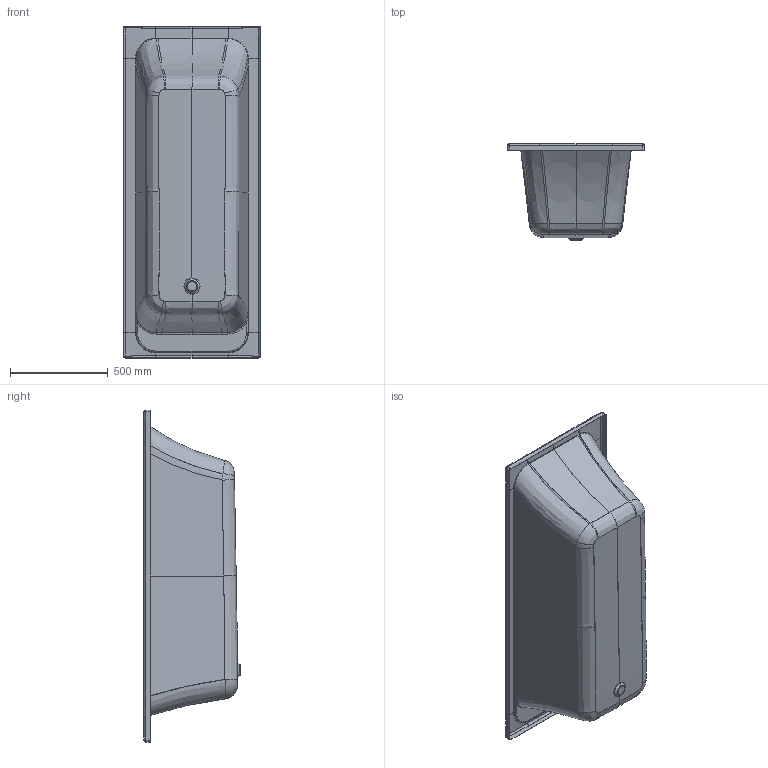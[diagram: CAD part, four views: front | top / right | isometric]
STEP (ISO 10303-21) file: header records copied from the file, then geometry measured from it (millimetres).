
FILE_DESCRIPTION((''),'2;1');
FILE_NAME('UBA177ARA2V','2020-12-07T13:22:33',('hegemanc'),('Villeroy & Boch Wellness bv'),'CREO PARAMETRIC BY PTC INC, 2019292','CREO PARAMETRIC BY PTC INC, 2019292','');
FILE_SCHEMA(('CONFIG_CONTROL_DESIGN'));
Length unit declared in the file: millimetre
Products named in the file (1): UBA177ARA2V
Bounding box: 700 x 494 x 1700 mm (x, y, z)
Volume: 2639437 mm3; surface area: 5278246 mm2
Topology: 1 solids, 1 shells, 293 faces, 670 edges, 380 vertices
Faces by surface type: bspline 248, plane 13, cone 8, torus 8, sphere 8, cylinder 8
Entity records: 25638 total; most frequent: CARTESIAN_POINT 20474, ORIENTED_EDGE 1340, EDGE_CURVE 670, DIRECTION 650, VERTEX_POINT 380, B_SPLINE_CURVE_WITH_KNOTS 317, EDGE_LOOP 294, FACE_OUTER_BOUND 293
